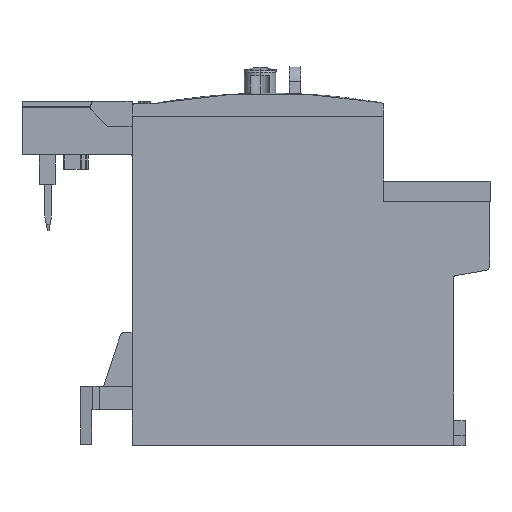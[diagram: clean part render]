
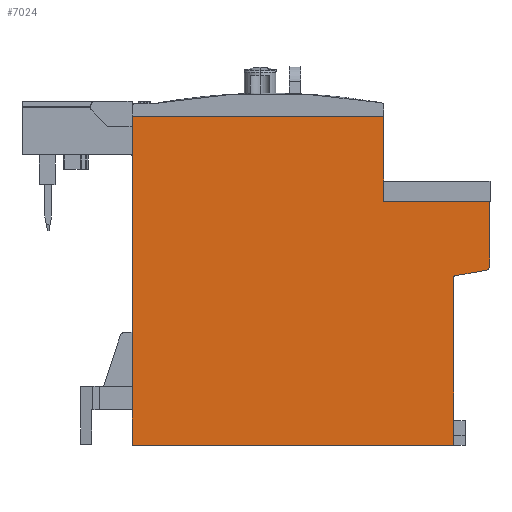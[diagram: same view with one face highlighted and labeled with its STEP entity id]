
A CAD part, left-side view. The second image highlights one B-rep face of the part: STEP entity #7024.
In plain terms, the highlighted planar face has unit normal (-1, 0, 0).
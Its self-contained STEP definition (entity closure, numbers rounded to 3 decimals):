
#7024=ADVANCED_FACE('',(#18373),#18374,.T.);
#7280=VERTEX_POINT('',#18630);
#7282=VERTEX_POINT('',#18632);
#7284=EDGE_CURVE('',#7280,#7282,#18634,.T.);
#7322=VERTEX_POINT('',#18672);
#7324=EDGE_CURVE('',#7322,#7280,#18674,.T.);
#8686=VERTEX_POINT('',#20036);
#8690=VERTEX_POINT('',#20040);
#8692=EDGE_CURVE('',#8690,#8686,#20042,.T.);
#8728=VERTEX_POINT('',#20078);
#8730=EDGE_CURVE('',#8728,#8690,#20080,.T.);
#13172=EDGE_CURVE('',#7282,#8728,#24522,.T.);
#13174=VERTEX_POINT('',#24524);
#13178=EDGE_CURVE('',#8686,#13174,#24528,.T.);
#13374=VERTEX_POINT('',#24724);
#13720=VERTEX_POINT('',#25070);
#13724=EDGE_CURVE('',#13374,#13720,#25074,.T.);
#14604=VERTEX_POINT('',#25954);
#14608=VERTEX_POINT('',#25958);
#14610=EDGE_CURVE('',#14608,#14604,#25960,.T.);
#15500=EDGE_CURVE('',#13174,#13374,#26850,.T.);
#15516=VERTEX_POINT('',#26866);
#15520=EDGE_CURVE('',#15516,#14604,#26870,.T.);
#15522=VERTEX_POINT('',#26872);
#15526=EDGE_CURVE('',#15516,#15522,#26876,.T.);
#15528=VERTEX_POINT('',#26878);
#15532=EDGE_CURVE('',#15522,#15528,#26882,.T.);
#15534=EDGE_CURVE('',#15528,#7322,#26884,.T.);
#15536=EDGE_CURVE('',#13720,#14608,#26886,.T.);
#18373=FACE_OUTER_BOUND('',#29713,.T.);
#18374=PLANE('',#29714);
#18630=CARTESIAN_POINT('',(0.05,19.6,45.0));
#18632=CARTESIAN_POINT('',(0.05,19.6,48.8));
#18634=LINE('',#30171,#30172);
#18672=CARTESIAN_POINT('',(0.05,0.,45.0));
#18674=LINE('',#30233,#30234);
#20036=CARTESIAN_POINT('',(0.05,66.1,60.9));
#20040=CARTESIAN_POINT('',(0.05,66.1,60.799));
#20042=LINE('',#32821,#32822);
#20078=CARTESIAN_POINT('',(0.05,19.6,60.799));
#20080=LINE('',#32879,#32880);
#24522=LINE('',#39856,#39857);
#24524=CARTESIAN_POINT('',(0.05,66.15,60.9));
#24528=LINE('',#39866,#39867);
#24724=CARTESIAN_POINT('',(0.05,66.15,58.89));
#25070=CARTESIAN_POINT('',(0.05,66.15,0.0));
#25074=LINE('',#40711,#40712);
#25954=CARTESIAN_POINT('',(0.05,6.7,31.082));
#25958=CARTESIAN_POINT('',(0.05,6.7,0.0));
#25960=LINE('',#42143,#42144);
#26850=LINE('',#43555,#43556);
#26866=CARTESIAN_POINT('',(0.05,6.535,31.279));
#26870=CIRCLE('',#43588,0.2);
#26872=CARTESIAN_POINT('',(0.05,0.826,32.286));
#26876=LINE('',#43597,#43598);
#26878=CARTESIAN_POINT('',(0.05,0.,33.27));
#26882=CIRCLE('',#43607,1.);
#26884=LINE('',#43610,#43611);
#26886=LINE('',#43614,#43615);
#29713=EDGE_LOOP('',(#52373,#52374,#52375,#52376,#52377,#52378,#52379,#52380,#52381,#52382,#52383,#52384,#52385,#52386));
#29714=AXIS2_PLACEMENT_3D('',#52387,#52388,#52389);
#30171=CARTESIAN_POINT('',(0.05,19.6,45.0));
#30172=VECTOR('',#52520,1.0);
#30233=CARTESIAN_POINT('',(0.05,0.,45.0));
#30234=VECTOR('',#52531,1.0);
#32821=CARTESIAN_POINT('',(0.05,66.1,47.51));
#32822=VECTOR('',#53090,1.0);
#32879=CARTESIAN_POINT('',(0.05,30.735,60.799));
#32880=VECTOR('',#53100,1.0);
#39856=CARTESIAN_POINT('',(0.05,19.6,45.0));
#39857=VECTOR('',#54997,1.0);
#39866=CARTESIAN_POINT('',(0.05,19.6,60.9));
#39867=VECTOR('',#54999,1.0);
#40711=CARTESIAN_POINT('',(0.05,66.15,53.45));
#40712=VECTOR('',#55216,1.0);
#42143=CARTESIAN_POINT('',(0.05,6.7,0.0));
#42144=VECTOR('',#55499,1.0);
#43555=CARTESIAN_POINT('',(0.05,66.15,53.45));
#43556=VECTOR('',#55810,1.0);
#43588=AXIS2_PLACEMENT_3D('',#55819,#55820,#55821);
#43597=CARTESIAN_POINT('',(0.05,6.535,31.279));
#43598=VECTOR('',#55823,1.0);
#43607=AXIS2_PLACEMENT_3D('',#55825,#55826,#55827);
#43610=CARTESIAN_POINT('',(0.05,0.,33.27));
#43611=VECTOR('',#55828,1.0);
#43614=CARTESIAN_POINT('',(0.05,66.15,0.0));
#43615=VECTOR('',#55829,1.0);
#52373=ORIENTED_EDGE('',*,*,#8692,.T.);
#52374=ORIENTED_EDGE('',*,*,#13178,.T.);
#52375=ORIENTED_EDGE('',*,*,#15500,.T.);
#52376=ORIENTED_EDGE('',*,*,#13724,.T.);
#52377=ORIENTED_EDGE('',*,*,#15536,.T.);
#52378=ORIENTED_EDGE('',*,*,#14610,.T.);
#52379=ORIENTED_EDGE('',*,*,#15520,.F.);
#52380=ORIENTED_EDGE('',*,*,#15526,.T.);
#52381=ORIENTED_EDGE('',*,*,#15532,.T.);
#52382=ORIENTED_EDGE('',*,*,#15534,.T.);
#52383=ORIENTED_EDGE('',*,*,#7324,.T.);
#52384=ORIENTED_EDGE('',*,*,#7284,.T.);
#52385=ORIENTED_EDGE('',*,*,#13172,.T.);
#52386=ORIENTED_EDGE('',*,*,#8730,.T.);
#52387=CARTESIAN_POINT('',(0.05,41.87,34.221));
#52388=DIRECTION('',(-1.0,0.0,0.0));
#52389=DIRECTION('',(0.0,1.0,0.0));
#52520=DIRECTION('',(0.0,0.0,1.0));
#52531=DIRECTION('',(0.0,1.0,0.0));
#53090=DIRECTION('',(0.0,0.0,1.0));
#53100=DIRECTION('',(0.0,1.0,0.));
#54997=DIRECTION('',(0.0,0.0,1.0));
#54999=DIRECTION('',(0.0,1.0,0.0));
#55216=DIRECTION('',(0.0,0.0,-1.0));
#55499=DIRECTION('',(0.0,0.,1.0));
#55810=DIRECTION('',(0.0,0.0,-1.0));
#55819=CARTESIAN_POINT('',(0.05,6.5,31.082));
#55820=DIRECTION('',(-1.0,0.0,0.0));
#55821=DIRECTION('',(0.0,0.174,0.985));
#55823=DIRECTION('',(0.0,-0.985,0.174));
#55825=CARTESIAN_POINT('',(0.05,1.,33.27));
#55826=DIRECTION('',(-1.0,-0.0,0.0));
#55827=DIRECTION('',(0.0,-0.174,-0.985));
#55828=DIRECTION('',(0.0,0.0,1.0));
#55829=DIRECTION('',(0.0,-1.0,0.0));
